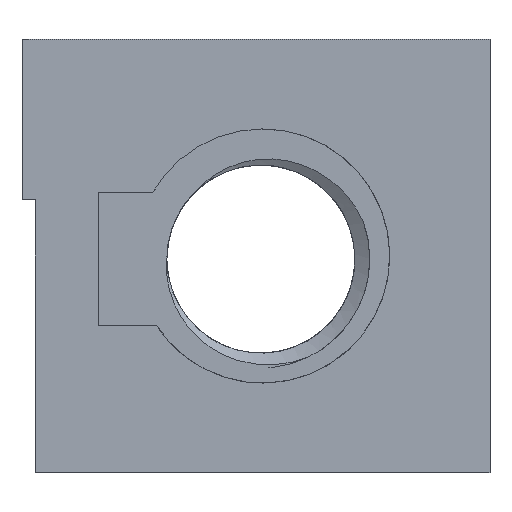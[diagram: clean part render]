
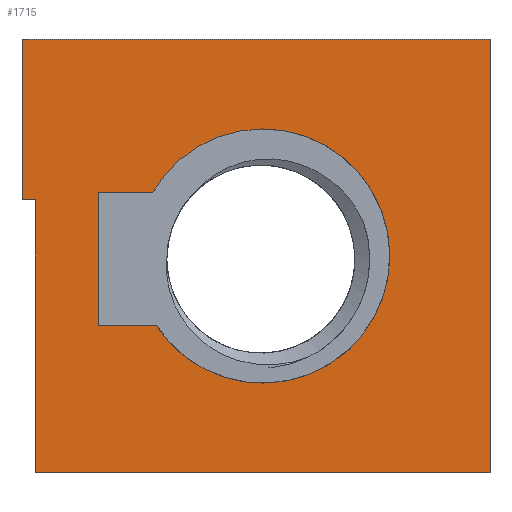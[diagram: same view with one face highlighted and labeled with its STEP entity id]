
A CAD part, front view. The second image highlights one B-rep face of the part: STEP entity #1715.
In plain terms, the highlighted planar face has unit normal (0, -1, 0).
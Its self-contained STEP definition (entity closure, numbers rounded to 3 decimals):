
#32=FACE_BOUND('',#255,.T.);
#56=PLANE('',#1818);
#91=CIRCLE('',#1819,4.75);
#156=FACE_OUTER_BOUND('',#254,.T.);
#254=EDGE_LOOP('',(#1373,#1374,#1375,#1376,#1377,#1378));
#255=EDGE_LOOP('',(#1379));
#447=LINE('',#3009,#576);
#452=LINE('',#3019,#581);
#461=LINE('',#3035,#590);
#496=LINE('',#4272,#625);
#497=LINE('',#4274,#626);
#498=LINE('',#4275,#627);
#576=VECTOR('',#1999,10.);
#581=VECTOR('',#2006,10.);
#590=VECTOR('',#2019,10.);
#625=VECTOR('',#2084,10.);
#626=VECTOR('',#2085,10.);
#627=VECTOR('',#2086,10.);
#745=VERTEX_POINT('',#3007);
#746=VERTEX_POINT('',#3008);
#749=VERTEX_POINT('',#3016);
#755=VERTEX_POINT('',#3033);
#780=VERTEX_POINT('',#4271);
#781=VERTEX_POINT('',#4273);
#782=VERTEX_POINT('',#4276);
#938=EDGE_CURVE('',#745,#746,#447,.T.);
#943=EDGE_CURVE('',#749,#745,#452,.T.);
#952=EDGE_CURVE('',#755,#749,#461,.T.);
#1001=EDGE_CURVE('',#780,#755,#496,.T.);
#1002=EDGE_CURVE('',#781,#780,#497,.T.);
#1003=EDGE_CURVE('',#746,#781,#498,.T.);
#1004=EDGE_CURVE('',#782,#782,#91,.T.);
#1373=ORIENTED_EDGE('',*,*,#952,.F.);
#1374=ORIENTED_EDGE('',*,*,#1001,.F.);
#1375=ORIENTED_EDGE('',*,*,#1002,.F.);
#1376=ORIENTED_EDGE('',*,*,#1003,.F.);
#1377=ORIENTED_EDGE('',*,*,#938,.F.);
#1378=ORIENTED_EDGE('',*,*,#943,.F.);
#1379=ORIENTED_EDGE('',*,*,#1004,.T.);
#1715=ADVANCED_FACE('',(#156,#32),#56,.F.);
#1818=AXIS2_PLACEMENT_3D('',#4270,#2082,#2083);
#1819=AXIS2_PLACEMENT_3D('',#4277,#2087,#2088);
#1999=DIRECTION('',(0.,0.,1.));
#2006=DIRECTION('',(-1.,0.,0.));
#2019=DIRECTION('',(0.,0.,1.));
#2082=DIRECTION('center_axis',(0.,1.,0.));
#2083=DIRECTION('ref_axis',(1.,0.,0.));
#2084=DIRECTION('',(-1.,0.,0.));
#2085=DIRECTION('',(0.,0.,-1.));
#2086=DIRECTION('',(1.,0.,0.));
#2087=DIRECTION('center_axis',(0.,1.,0.));
#2088=DIRECTION('ref_axis',(1.,0.,0.));
#3007=CARTESIAN_POINT('',(-8.933,0.,2.215));
#3008=CARTESIAN_POINT('',(-8.933,0.,8.215));
#3009=CARTESIAN_POINT('',(-8.933,0.,2.215));
#3016=CARTESIAN_POINT('',(-8.433,0.,2.215));
#3019=CARTESIAN_POINT('',(-7.433,0.,2.215));
#3033=CARTESIAN_POINT('',(-8.433,0.,-7.985));
#3035=CARTESIAN_POINT('',(-8.433,0.,-7.985));
#4270=CARTESIAN_POINT('Origin',(0.067,0.,0.115));
#4271=CARTESIAN_POINT('',(8.567,0.,-7.985));
#4272=CARTESIAN_POINT('',(8.567,0.,-7.985));
#4273=CARTESIAN_POINT('',(8.567,0.,8.215));
#4274=CARTESIAN_POINT('',(8.567,0.,8.215));
#4275=CARTESIAN_POINT('',(-8.933,0.,8.215));
#4276=CARTESIAN_POINT('',(-4.683,0.,0.115));
#4277=CARTESIAN_POINT('Origin',(0.067,0.,0.115));
